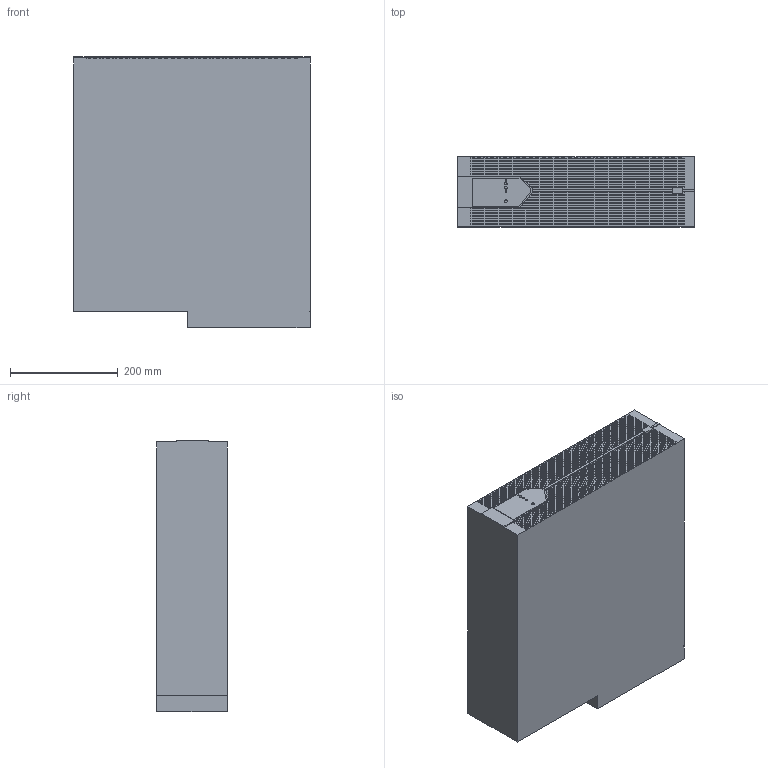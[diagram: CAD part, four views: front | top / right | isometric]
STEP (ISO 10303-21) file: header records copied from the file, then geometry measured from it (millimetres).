
FILE_DESCRIPTION (( 'STEP AP203' ), '1' );
FILE_NAME ('ÈÁÏ òèïà MPOR-020-2-00-BP.STEP', '2023-10-13T08:49:13', ( '' ), ( '' ), 'SwSTEP 2.0', 'SolidWorks 2022', '' );
FILE_SCHEMA (( 'CONFIG_CONTROL_DESIGN' ));
Products named in the file (1): ИБП типа MPOR-020-2-00-BP
Bounding box: 438 x 130 x 503 mm (x, y, z)
Volume: 27651763.3 mm3; surface area: 694562.1 mm2
Topology: 1 solids, 1 shells, 5056 faces, 15043 edges, 10026 vertices
Faces by surface type: plane 5046, cylinder 10
Entity records: 165980 total; most frequent: CARTESIAN_POINT 30126, ORIENTED_EDGE 30086, DIRECTION 25177, EDGE_CURVE 15043, VECTOR 15023, LINE 15023, VERTEX_POINT 10026, EDGE_LOOP 5093
